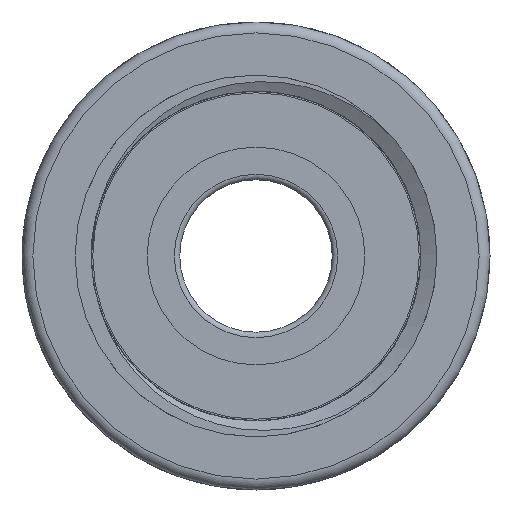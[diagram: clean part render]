
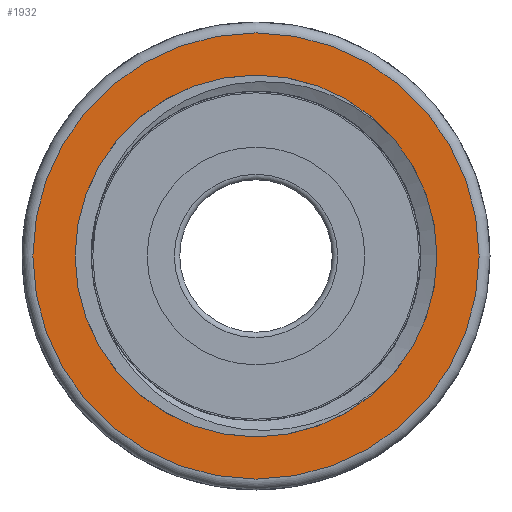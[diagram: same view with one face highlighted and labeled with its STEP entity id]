
A CAD part, front view. The second image highlights one B-rep face of the part: STEP entity #1932.
In plain terms, the highlighted planar face has unit normal (0, -1, 0).
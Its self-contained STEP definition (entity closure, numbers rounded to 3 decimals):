
#1723=PLANE('',#6381);
#1932=ADVANCED_FACE('',(#2377,#2378),#1723,.T.);
#2377=FACE_BOUND('',#2503,.T.);
#2378=FACE_BOUND('',#2504,.T.);
#2503=EDGE_LOOP('',(#3235));
#2504=EDGE_LOOP('',(#3236));
#3235=ORIENTED_EDGE('',*,*,#5502,.T.);
#3236=ORIENTED_EDGE('',*,*,#5503,.T.);
#4900=VERTEX_POINT('',#9859);
#4901=VERTEX_POINT('',#9861);
#5502=EDGE_CURVE('',#4900,#4900,#6130,.T.);
#5503=EDGE_CURVE('',#4901,#4901,#6131,.T.);
#6130=CIRCLE('',#6379,16.625);
#6131=CIRCLE('',#6380,20.5);
#6379=AXIS2_PLACEMENT_3D('',#9858,#7135,#7136);
#6380=AXIS2_PLACEMENT_3D('',#9860,#7137,#7138);
#6381=AXIS2_PLACEMENT_3D('',#9862,#7139,#7140);
#7135=DIRECTION('',(0.,1.,0.));
#7136=DIRECTION('',(-1.,0.,0.));
#7137=DIRECTION('',(0.,-1.,0.));
#7138=DIRECTION('',(-1.,0.,0.));
#7139=DIRECTION('',(0.,-1.,0.));
#7140=DIRECTION('',(-1.,0.,0.));
#9858=CARTESIAN_POINT('',(-190.636,-47.029,145.));
#9859=CARTESIAN_POINT('',(-207.26,-47.029,145.));
#9860=CARTESIAN_POINT('',(-190.636,-47.029,145.));
#9861=CARTESIAN_POINT('',(-211.136,-47.029,145.));
#9862=CARTESIAN_POINT('',(-190.636,-47.029,145.));
